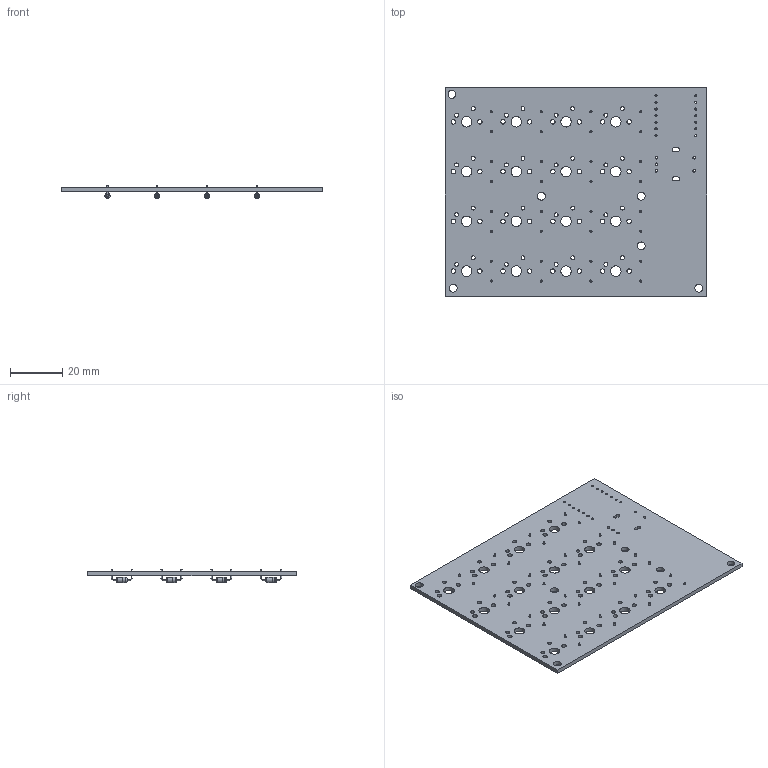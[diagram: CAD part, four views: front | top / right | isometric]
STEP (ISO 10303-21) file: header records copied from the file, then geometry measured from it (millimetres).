
FILE_DESCRIPTION(('KiCad electronic assembly'),'2;1');
FILE_NAME('pcb.step','2024-10-12T00:53:35',('Pcbnew'),('Kicad'), 'Open CASCADE STEP processor 7.8','KiCad to STEP converter','Unknown' );
FILE_SCHEMA(('AUTOMOTIVE_DESIGN { 1 0 10303 214 1 1 1 1 }'));
Length unit declared in the file: millimetre
Products named in the file (4): pcb 1; D_DO-35_SOD27_P7.62mm_Horizontal; pcb_PCB
Assembly tree (18 placements, depth 3):
  pcb 1
    D_DO-35_SOD27_P7.62mm_Horizontal  x16
      D_DO-35_SOD27_P7.62mm_Horizontal
    pcb_PCB
Bounding box: 100 x 79.75 x 5.01 mm (x, y, z)
Volume: 12352.1 mm3; surface area: 17728.3 mm2
Topology: 33 solids, 33 shells, 407 faces, 831 edges, 522 vertices
Faces by surface type: cylinder 237, plane 106, torus 64
Full cylindrical faces by diameter (mm): 0.5 x48, 0.8 x46, 1 x5, 1.5 x32, 1.7 x32, 2 x32, 2.02 x16, 3 x6, 4 x16
Entity records: 6438 total; most frequent: DIRECTION 1143, CARTESIAN_POINT 969, ORIENTED_EDGE 942, AXIS2_PLACEMENT_3D 486, EDGE_CURVE 471, FACE_BOUND 447, EDGE_LOOP 447, VERTEX_POINT 312
